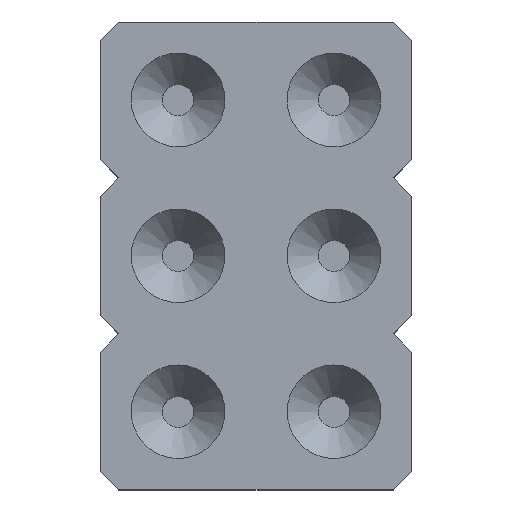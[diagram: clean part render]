
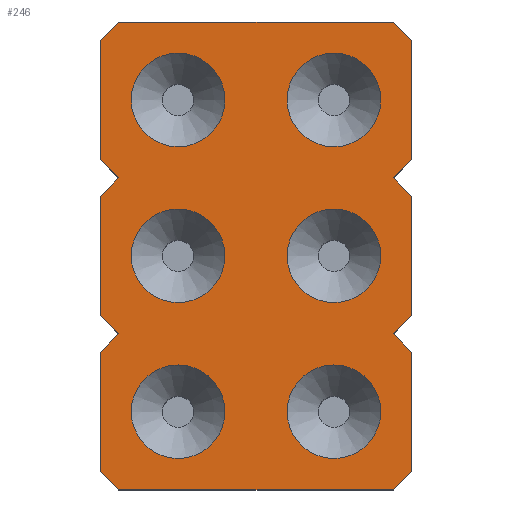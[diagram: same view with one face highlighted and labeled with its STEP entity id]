
A CAD part, top view. The second image highlights one B-rep face of the part: STEP entity #246.
In plain terms, the highlighted planar face has unit normal (0, 0, 1).
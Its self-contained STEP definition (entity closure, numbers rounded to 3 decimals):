
#13=DIRECTION('',(0.,0.,1.));
#24=VERTEX_POINT('',#25);
#25=CARTESIAN_POINT('',(-0.97,-6.35,4.2));
#28=ORIENTED_EDGE('',*,*,#29,.T.);
#29=EDGE_CURVE('',#24,#30,#32,.T.);
#30=VERTEX_POINT('',#31);
#31=CARTESIAN_POINT('',(-1.27,-6.05,4.2));
#32=LINE('',#25,#33);
#33=VECTOR('',#34,1.);
#34=DIRECTION('',(-0.707,0.707,0.));
#45=DIRECTION('',(-0.707,-0.707,0.));
#53=VERTEX_POINT('',#54);
#54=CARTESIAN_POINT('',(3.51,-6.35,4.2));
#56=ORIENTED_EDGE('',*,*,#57,.T.);
#57=EDGE_CURVE('',#53,#24,#58,.T.);
#58=LINE('',#54,#59);
#59=VECTOR('',#60,1.);
#60=DIRECTION('',(-1.,0.,0.));
#72=ORIENTED_EDGE('',*,*,#73,.T.);
#73=EDGE_CURVE('',#30,#74,#76,.T.);
#74=VERTEX_POINT('',#75);
#75=CARTESIAN_POINT('',(-1.27,-4.11,4.2));
#76=LINE('',#31,#77);
#77=VECTOR('',#78,1.);
#78=DIRECTION('',(0.,1.,0.));
#89=DIRECTION('',(-1.,0.,0.));
#100=VECTOR('',#101,1.);
#101=DIRECTION('',(0.707,0.707,0.));
#137=VECTOR('',#138,1.);
#138=DIRECTION('',(1.,0.,0.));
#144=VECTOR('',#145,1.);
#145=DIRECTION('',(0.707,-0.707,0.));
#151=VECTOR('',#152,1.);
#152=DIRECTION('',(0.,-1.,0.));
#158=VECTOR('',#45,1.);
#245=DIRECTION('',(-0.,-0.,-1.));
#246=ADVANCED_FACE('',(#247,#332,#345,#358,#371,#384,#397),#410,.F.);
#247=FACE_BOUND('',#248,.F.);
#248=EDGE_LOOP('',(#28,#72,#249,#254,#259,#264,#269,#274,#279,#284,#289,#294,#299,#304,#309,#314,#319,#324,#329,#56));
#249=ORIENTED_EDGE('',*,*,#250,.T.);
#250=EDGE_CURVE('',#74,#251,#253,.T.);
#251=VERTEX_POINT('',#252);
#252=CARTESIAN_POINT('',(-0.97,-3.81,4.2));
#253=LINE('',#75,#100);
#254=ORIENTED_EDGE('',*,*,#255,.T.);
#255=EDGE_CURVE('',#251,#256,#258,.T.);
#256=VERTEX_POINT('',#257);
#257=CARTESIAN_POINT('',(-1.27,-3.51,4.2));
#258=LINE('',#252,#33);
#259=ORIENTED_EDGE('',*,*,#260,.T.);
#260=EDGE_CURVE('',#256,#261,#263,.T.);
#261=VERTEX_POINT('',#262);
#262=CARTESIAN_POINT('',(-1.27,-1.57,4.2));
#263=LINE('',#257,#77);
#264=ORIENTED_EDGE('',*,*,#265,.T.);
#265=EDGE_CURVE('',#261,#266,#268,.T.);
#266=VERTEX_POINT('',#267);
#267=CARTESIAN_POINT('',(-0.97,-1.27,4.2));
#268=LINE('',#262,#100);
#269=ORIENTED_EDGE('',*,*,#270,.T.);
#270=EDGE_CURVE('',#266,#271,#273,.T.);
#271=VERTEX_POINT('',#272);
#272=CARTESIAN_POINT('',(-1.27,-0.97,4.2));
#273=LINE('',#267,#33);
#274=ORIENTED_EDGE('',*,*,#275,.T.);
#275=EDGE_CURVE('',#271,#276,#278,.T.);
#276=VERTEX_POINT('',#277);
#277=CARTESIAN_POINT('',(-1.27,0.97,4.2));
#278=LINE('',#272,#77);
#279=ORIENTED_EDGE('',*,*,#280,.T.);
#280=EDGE_CURVE('',#276,#281,#283,.T.);
#281=VERTEX_POINT('',#282);
#282=CARTESIAN_POINT('',(-0.97,1.27,4.2));
#283=LINE('',#277,#100);
#284=ORIENTED_EDGE('',*,*,#285,.T.);
#285=EDGE_CURVE('',#281,#286,#288,.T.);
#286=VERTEX_POINT('',#287);
#287=CARTESIAN_POINT('',(3.51,1.27,4.2));
#288=LINE('',#282,#137);
#289=ORIENTED_EDGE('',*,*,#290,.T.);
#290=EDGE_CURVE('',#286,#291,#293,.T.);
#291=VERTEX_POINT('',#292);
#292=CARTESIAN_POINT('',(3.81,0.97,4.2));
#293=LINE('',#287,#144);
#294=ORIENTED_EDGE('',*,*,#295,.T.);
#295=EDGE_CURVE('',#291,#296,#298,.T.);
#296=VERTEX_POINT('',#297);
#297=CARTESIAN_POINT('',(3.81,-0.97,4.2));
#298=LINE('',#292,#151);
#299=ORIENTED_EDGE('',*,*,#300,.T.);
#300=EDGE_CURVE('',#296,#301,#303,.T.);
#301=VERTEX_POINT('',#302);
#302=CARTESIAN_POINT('',(3.51,-1.27,4.2));
#303=LINE('',#297,#158);
#304=ORIENTED_EDGE('',*,*,#305,.T.);
#305=EDGE_CURVE('',#301,#306,#308,.T.);
#306=VERTEX_POINT('',#307);
#307=CARTESIAN_POINT('',(3.81,-1.57,4.2));
#308=LINE('',#302,#144);
#309=ORIENTED_EDGE('',*,*,#310,.T.);
#310=EDGE_CURVE('',#306,#311,#313,.T.);
#311=VERTEX_POINT('',#312);
#312=CARTESIAN_POINT('',(3.81,-3.51,4.2));
#313=LINE('',#307,#151);
#314=ORIENTED_EDGE('',*,*,#315,.T.);
#315=EDGE_CURVE('',#311,#316,#318,.T.);
#316=VERTEX_POINT('',#317);
#317=CARTESIAN_POINT('',(3.51,-3.81,4.2));
#318=LINE('',#312,#158);
#319=ORIENTED_EDGE('',*,*,#320,.T.);
#320=EDGE_CURVE('',#316,#321,#323,.T.);
#321=VERTEX_POINT('',#322);
#322=CARTESIAN_POINT('',(3.81,-4.11,4.2));
#323=LINE('',#317,#144);
#324=ORIENTED_EDGE('',*,*,#325,.T.);
#325=EDGE_CURVE('',#321,#326,#328,.T.);
#326=VERTEX_POINT('',#327);
#327=CARTESIAN_POINT('',(3.81,-6.05,4.2));
#328=LINE('',#322,#151);
#329=ORIENTED_EDGE('',*,*,#330,.T.);
#330=EDGE_CURVE('',#326,#53,#331,.T.);
#331=LINE('',#327,#158);
#332=FACE_BOUND('',#333,.F.);
#333=EDGE_LOOP('',(#334,#343));
#334=ORIENTED_EDGE('',*,*,#335,.T.);
#335=EDGE_CURVE('',#336,#338,#340,.T.);
#336=VERTEX_POINT('',#337);
#337=CARTESIAN_POINT('',(3.302,-5.08,4.2));
#338=VERTEX_POINT('',#339);
#339=CARTESIAN_POINT('',(1.778,-5.08,4.2));
#340=CIRCLE('',#341,0.762);
#341=AXIS2_PLACEMENT_3D('',#342,#13,#138);
#342=CARTESIAN_POINT('',(2.54,-5.08,4.2));
#343=ORIENTED_EDGE('',*,*,#344,.T.);
#344=EDGE_CURVE('',#338,#336,#340,.T.);
#345=FACE_BOUND('',#346,.F.);
#346=EDGE_LOOP('',(#347,#356));
#347=ORIENTED_EDGE('',*,*,#348,.T.);
#348=EDGE_CURVE('',#349,#351,#353,.T.);
#349=VERTEX_POINT('',#350);
#350=CARTESIAN_POINT('',(0.762,-5.08,4.2));
#351=VERTEX_POINT('',#352);
#352=CARTESIAN_POINT('',(-0.762,-5.08,4.2));
#353=CIRCLE('',#354,0.762);
#354=AXIS2_PLACEMENT_3D('',#355,#13,#138);
#355=CARTESIAN_POINT('',(0.,-5.08,4.2));
#356=ORIENTED_EDGE('',*,*,#357,.T.);
#357=EDGE_CURVE('',#351,#349,#353,.T.);
#358=FACE_BOUND('',#359,.F.);
#359=EDGE_LOOP('',(#360,#369));
#360=ORIENTED_EDGE('',*,*,#361,.T.);
#361=EDGE_CURVE('',#362,#364,#366,.T.);
#362=VERTEX_POINT('',#363);
#363=CARTESIAN_POINT('',(3.302,-2.54,4.2));
#364=VERTEX_POINT('',#365);
#365=CARTESIAN_POINT('',(1.778,-2.54,4.2));
#366=CIRCLE('',#367,0.762);
#367=AXIS2_PLACEMENT_3D('',#368,#13,#138);
#368=CARTESIAN_POINT('',(2.54,-2.54,4.2));
#369=ORIENTED_EDGE('',*,*,#370,.T.);
#370=EDGE_CURVE('',#364,#362,#366,.T.);
#371=FACE_BOUND('',#372,.F.);
#372=EDGE_LOOP('',(#373,#382));
#373=ORIENTED_EDGE('',*,*,#374,.T.);
#374=EDGE_CURVE('',#375,#377,#379,.T.);
#375=VERTEX_POINT('',#376);
#376=CARTESIAN_POINT('',(3.302,0.,4.2));
#377=VERTEX_POINT('',#378);
#378=CARTESIAN_POINT('',(1.778,0.,4.2));
#379=CIRCLE('',#380,0.762);
#380=AXIS2_PLACEMENT_3D('',#381,#13,#138);
#381=CARTESIAN_POINT('',(2.54,0.,4.2));
#382=ORIENTED_EDGE('',*,*,#383,.T.);
#383=EDGE_CURVE('',#377,#375,#379,.T.);
#384=FACE_BOUND('',#385,.F.);
#385=EDGE_LOOP('',(#386,#395));
#386=ORIENTED_EDGE('',*,*,#387,.T.);
#387=EDGE_CURVE('',#388,#390,#392,.T.);
#388=VERTEX_POINT('',#389);
#389=CARTESIAN_POINT('',(0.762,-2.54,4.2));
#390=VERTEX_POINT('',#391);
#391=CARTESIAN_POINT('',(-0.762,-2.54,4.2));
#392=CIRCLE('',#393,0.762);
#393=AXIS2_PLACEMENT_3D('',#394,#13,#138);
#394=CARTESIAN_POINT('',(0.,-2.54,4.2));
#395=ORIENTED_EDGE('',*,*,#396,.T.);
#396=EDGE_CURVE('',#390,#388,#392,.T.);
#397=FACE_BOUND('',#398,.F.);
#398=EDGE_LOOP('',(#399,#408));
#399=ORIENTED_EDGE('',*,*,#400,.T.);
#400=EDGE_CURVE('',#401,#403,#405,.T.);
#401=VERTEX_POINT('',#402);
#402=CARTESIAN_POINT('',(0.762,0.,4.2));
#403=VERTEX_POINT('',#404);
#404=CARTESIAN_POINT('',(-0.762,0.,4.2));
#405=CIRCLE('',#406,0.762);
#406=AXIS2_PLACEMENT_3D('',#407,#13,#138);
#407=CARTESIAN_POINT('',(0.,0.,4.2));
#408=ORIENTED_EDGE('',*,*,#409,.T.);
#409=EDGE_CURVE('',#403,#401,#405,.T.);
#410=PLANE('',#411);
#411=AXIS2_PLACEMENT_3D('',#412,#245,#89);
#412=CARTESIAN_POINT('',(1.27,-2.54,4.2));
